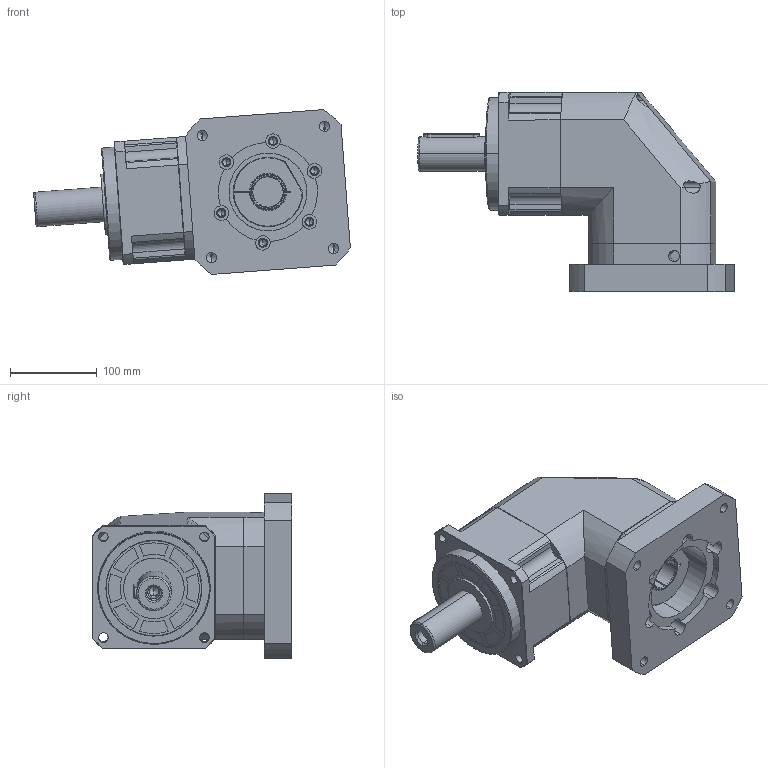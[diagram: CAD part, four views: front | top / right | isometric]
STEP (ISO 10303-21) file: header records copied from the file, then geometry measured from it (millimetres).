
FILE_DESCRIPTION (( 'STEP AP214' ), '1' );
FILE_NAME ('SBL142-L1-35-114.3-200M12.STEP', '2021-12-25T08:50:54', ( 'admin' ), ( '' ), 'SwSTEP 2.0', 'SolidWorks 2013', '' );
FILE_SCHEMA (( 'AUTOMOTIVE_DESIGN' ));
Length unit declared in the file: millimetre
Products named in the file (5): SBL142_X2_8F9351658F7495017D2773AF_X0_-35; SBL142_X2_8F9351656CD55170_X0_-_X2_03C6_X0_114.3-_X2_03C6_X0_200M12; SBL142_X2_58F34F53_X0_-35; SB142_X2_8F9351FA7AEF_X0_; SBL142-L1-35-114.3-200M12
Assembly tree (4 placements, depth 2):
  SBL142-L1-35-114.3-200M12
    SB142_X2_8F9351FA7AEF_X0_
    SBL142_X2_58F34F53_X0_-35
    SBL142_X2_8F9351656CD55170_X0_-_X2_03C6_X0_114.3-_X2_03C6_X0_200M12
    SBL142_X2_8F9351658F7495017D2773AF_X0_-35
Bounding box: 365.61 x 230 x 190.25 mm (x, y, z)
Volume: 6340764.2 mm3; surface area: 474061.6 mm2
Topology: 8 solids, 8 shells, 488 faces, 1234 edges, 772 vertices
Faces by surface type: cylinder 223, plane 159, cone 84, bspline 22
Entity records: 26238 total; most frequent: CARTESIAN_POINT 9123, ORIENTED_EDGE 2404, DIRECTION 2382, EDGE_CURVE 1202, AXIS2_PLACEMENT_3D 912, VERTEX_POINT 772, EDGE_LOOP 572, LINE 558
